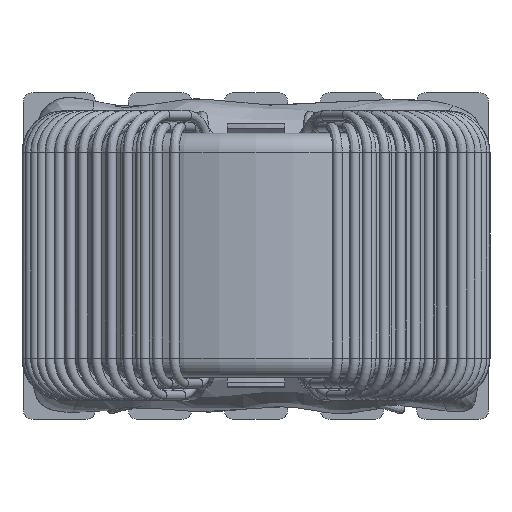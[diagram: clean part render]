
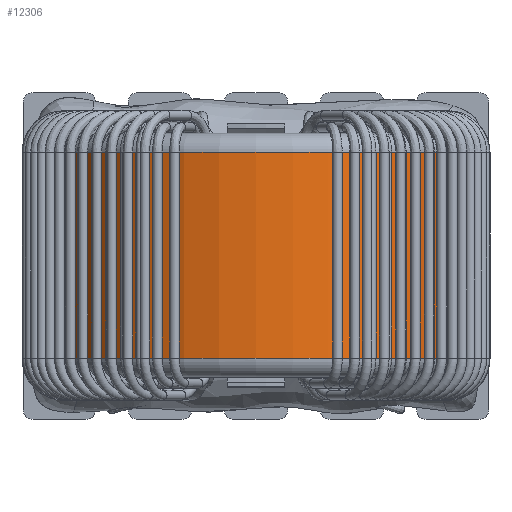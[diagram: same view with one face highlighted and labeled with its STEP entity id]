
A CAD part, top view. The second image highlights one B-rep face of the part: STEP entity #12306.
In plain terms, the highlighted cylindrical face has radius 11 mm (diameter 22 mm), a full revolution.
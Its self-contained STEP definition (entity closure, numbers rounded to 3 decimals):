
#1310=ORIENTED_EDGE('',*,*,#4144,.T.);
#1311=ORIENTED_EDGE('',*,*,#4145,.T.);
#4144=EDGE_CURVE('',#5561,#5561,#6804,.T.);
#4145=EDGE_CURVE('',#5562,#5562,#6805,.F.);
#5561=VERTEX_POINT('',#26503);
#5562=VERTEX_POINT('',#26505);
#6804=CIRCLE('',#20666,11.);
#6805=CIRCLE('',#20667,11.);
#7814=EDGE_LOOP('',(#1310));
#7815=EDGE_LOOP('',(#1311));
#9814=FACE_BOUND('',#7814,.T.);
#9815=FACE_BOUND('',#7815,.T.);
#11813=CYLINDRICAL_SURFACE('',#20665,11.);
#12306=ADVANCED_FACE('',(#9814,#9815),#11813,.T.);
#20665=AXIS2_PLACEMENT_3D('',#26501,#22525,#22526);
#20666=AXIS2_PLACEMENT_3D('',#26502,#22527,#22528);
#20667=AXIS2_PLACEMENT_3D('',#26504,#22529,#22530);
#22525=DIRECTION('',(0.,1.,0.));
#22526=DIRECTION('',(0.,0.,1.));
#22527=DIRECTION('',(0.,1.,0.));
#22528=DIRECTION('',(0.,0.,1.));
#22529=DIRECTION('',(0.,1.,0.));
#22530=DIRECTION('',(0.,0.,1.));
#26501=CARTESIAN_POINT('',(0.,-6.35,15.1));
#26502=CARTESIAN_POINT('',(0.,-5.35,15.1));
#26503=CARTESIAN_POINT('',(0.,-5.35,26.1));
#26504=CARTESIAN_POINT('',(0.,5.35,15.1));
#26505=CARTESIAN_POINT('',(0.,5.35,26.1));
